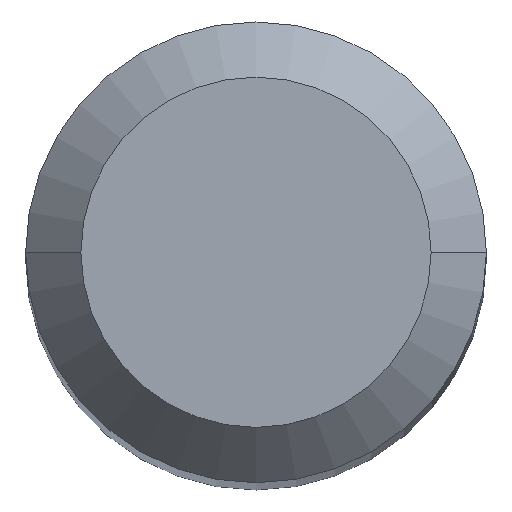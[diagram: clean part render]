
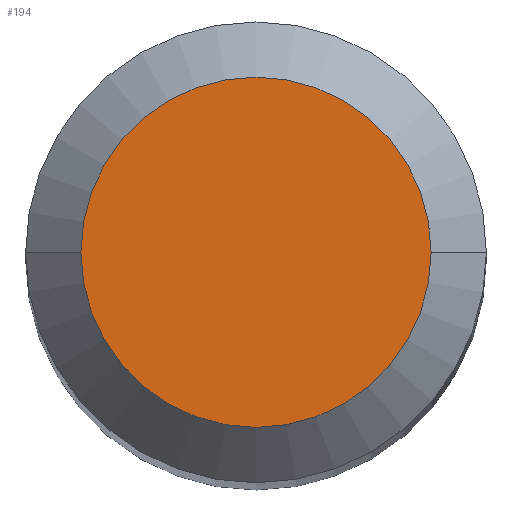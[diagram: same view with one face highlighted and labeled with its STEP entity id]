
A CAD part, top view. The second image highlights one B-rep face of the part: STEP entity #194.
In plain terms, the highlighted planar face has unit normal (0, 0, 1).
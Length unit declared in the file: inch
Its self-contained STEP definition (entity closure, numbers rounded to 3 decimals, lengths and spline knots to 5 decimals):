
#22 = AXIS2_PLACEMENT_3D ( 'NONE', #82, #184, #165 ) ;
#36 = DIRECTION ( 'NONE',  ( 0., 0., 1. ) ) ;
#73 = AXIS2_PLACEMENT_3D ( 'NONE', #106, #160, #105 ) ;
#82 = CARTESIAN_POINT ( 'NONE',  ( 0., 0., 1.5 ) ) ;
#84 = CIRCLE ( 'NONE', #22, 0.0475 ) ;
#105 = DIRECTION ( 'NONE',  ( 1., 0., 0. ) ) ;
#106 = CARTESIAN_POINT ( 'NONE',  ( 0., 0., 1.5 ) ) ;
#114 = CARTESIAN_POINT ( 'NONE',  ( 0., 0., 1.5 ) ) ;
#126 = CARTESIAN_POINT ( 'NONE',  ( 0.0475, 0., 1.5 ) ) ;
#130 = FACE_OUTER_BOUND ( 'NONE', #167, .T. ) ;
#132 = PLANE ( 'NONE',  #73 ) ;
#148 = VERTEX_POINT ( 'NONE', #126 ) ;
#155 = AXIS2_PLACEMENT_3D ( 'NONE', #114, #36, #166 ) ;
#160 = DIRECTION ( 'NONE',  ( 0., 0., 1. ) ) ;
#165 = DIRECTION ( 'NONE',  ( 1., 0., 0. ) ) ;
#166 = DIRECTION ( 'NONE',  ( 1., 0., 0. ) ) ;
#167 = EDGE_LOOP ( 'NONE', ( #255, #292 ) ) ;
#184 = DIRECTION ( 'NONE',  ( 0., 0., 1. ) ) ;
#194 = ADVANCED_FACE ( 'NONE', ( #130 ), #132, .T. ) ;
#244 = VERTEX_POINT ( 'NONE', #280 ) ;
#255 = ORIENTED_EDGE ( 'NONE', *, *, #321, .T. ) ;
#280 = CARTESIAN_POINT ( 'NONE',  ( -0.0475, 0., 1.5 ) ) ;
#281 = EDGE_CURVE ( 'NONE', #148, #244, #84, .T. ) ;
#289 = CIRCLE ( 'NONE', #155, 0.0475 ) ;
#292 = ORIENTED_EDGE ( 'NONE', *, *, #281, .T. ) ;
#321 = EDGE_CURVE ( 'NONE', #244, #148, #289, .T. ) ;
